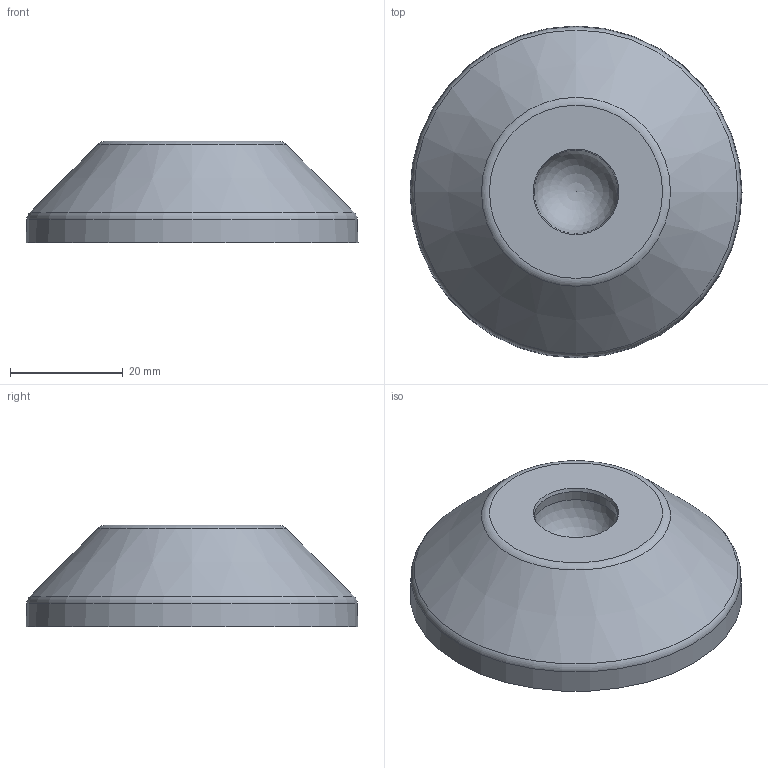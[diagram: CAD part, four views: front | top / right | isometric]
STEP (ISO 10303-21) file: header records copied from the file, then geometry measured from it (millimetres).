
FILE_DESCRIPTION(/* description */ ('Trapezteller 60 für Gelenkstellfüße'),/* implementation_level */ '2;1');
FILE_NAME(/* name */ '203600200 Trapezteller 60 für Gelenkstellfüße.stp',/* time_stamp */ '2020-08-19T14:45:32+02:00',/* author */ ('wheldmann'),/* organization */ (''),/* preprocessor_version */ 'ST-DEVELOPER v17.2',/* originating_system */ 'Autodesk Inventor 2019',/* authorisation */ ' ');
FILE_SCHEMA (('AUTOMOTIVE_DESIGN { 1 0 10303 214 3 1 1 }'));
Length unit declared in the file: millimetre
Products named in the file (1): 203600200
Bounding box: 59 x 59 x 18 mm (x, y, z)
Volume: 24815 mm3; surface area: 8392.7 mm2
Topology: 1 solids, 1 shells, 13 faces, 34 edges, 25 vertices
Faces by surface type: plane 4, cone 4, cylinder 2, torus 2, sphere 1
Full cylindrical faces by diameter (mm): 15 x1, 50 x1
Entity records: 467 total; most frequent: DIRECTION 88, CARTESIAN_POINT 72, ORIENTED_EDGE 66, AXIS2_PLACEMENT_3D 41, EDGE_CURVE 33, CIRCLE 27, VERTEX_POINT 25, EDGE_LOOP 16
